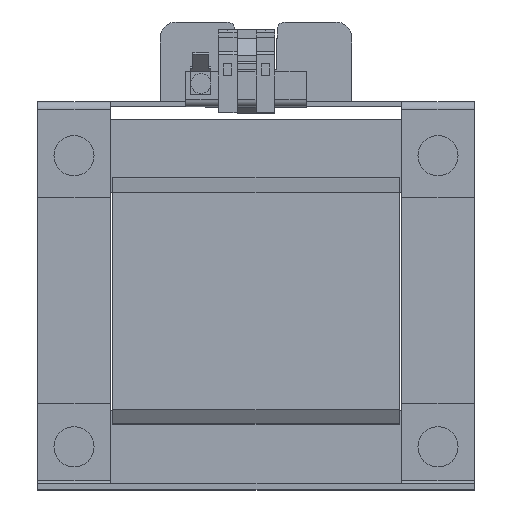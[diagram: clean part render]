
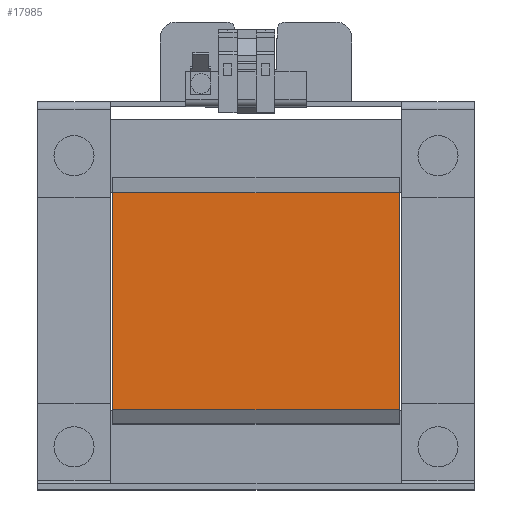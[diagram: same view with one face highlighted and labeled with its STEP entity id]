
A CAD part, top view. The second image highlights one B-rep face of the part: STEP entity #17985.
In plain terms, the highlighted planar face has unit normal (0, 0, 1).
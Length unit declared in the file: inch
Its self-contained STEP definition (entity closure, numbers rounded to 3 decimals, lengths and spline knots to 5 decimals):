
#845 = EDGE_LOOP ( 'NONE', ( #37189, #11698, #41827, #13705 ) ) ;
#4658 = CARTESIAN_POINT ( 'NONE',  ( 2.24409, 1.70079, 2.32283 ) ) ;
#5124 = CARTESIAN_POINT ( 'NONE',  ( -2.24409, 1.70079, 2.32283 ) ) ;
#7084 = CARTESIAN_POINT ( 'NONE',  ( -2.24409, 0., 2.32283 ) ) ;
#11698 = ORIENTED_EDGE ( 'NONE', *, *, #46473, .F. ) ;
#11804 = DIRECTION ( 'NONE',  ( 0., 0., -1. ) ) ;
#11823 = LINE ( 'NONE', #7084, #51864 ) ;
#12498 = DIRECTION ( 'NONE',  ( 1., 0., 0. ) ) ;
#12877 = EDGE_CURVE ( 'NONE', #54088, #43850, #42809, .T. ) ;
#13705 = ORIENTED_EDGE ( 'NONE', *, *, #15742, .T. ) ;
#13710 = AXIS2_PLACEMENT_3D ( 'NONE', #37101, #11804, #24039 ) ;
#14825 = DIRECTION ( 'NONE',  ( 1., 0., 0. ) ) ;
#15742 = EDGE_CURVE ( 'NONE', #49753, #54088, #11823, .T. ) ;
#17985 = ADVANCED_FACE ( 'NONE', ( #42097 ), #33740, .F. ) ;
#18815 = EDGE_CURVE ( 'NONE', #49753, #38265, #28767, .T. ) ;
#20124 = CARTESIAN_POINT ( 'NONE',  ( -2.24409, -1.70079, 2.32283 ) ) ;
#20281 = VECTOR ( 'NONE', #12498, 39.37008 ) ;
#24039 = DIRECTION ( 'NONE',  ( -1., 0., 0. ) ) ;
#28767 = LINE ( 'NONE', #37081, #37160 ) ;
#29478 = CARTESIAN_POINT ( 'NONE',  ( 2.24409, -1.70079, 2.32283 ) ) ;
#33740 = PLANE ( 'NONE',  #13710 ) ;
#37081 = CARTESIAN_POINT ( 'NONE',  ( 2.24409, 1.70079, 2.32283 ) ) ;
#37101 = CARTESIAN_POINT ( 'NONE',  ( 2.24409, -1.66535, 2.32283 ) ) ;
#37160 = VECTOR ( 'NONE', #14825, 39.37008 ) ;
#37189 = ORIENTED_EDGE ( 'NONE', *, *, #12877, .T. ) ;
#38265 = VERTEX_POINT ( 'NONE', #4658 ) ;
#41827 = ORIENTED_EDGE ( 'NONE', *, *, #18815, .F. ) ;
#42054 = VECTOR ( 'NONE', #42616, 39.37008 ) ;
#42097 = FACE_OUTER_BOUND ( 'NONE', #845, .T. ) ;
#42616 = DIRECTION ( 'NONE',  ( 0., -1., 0. ) ) ;
#42809 = LINE ( 'NONE', #29478, #20281 ) ;
#43850 = VERTEX_POINT ( 'NONE', #44261 ) ;
#44261 = CARTESIAN_POINT ( 'NONE',  ( 2.24409, -1.70079, 2.32283 ) ) ;
#46240 = CARTESIAN_POINT ( 'NONE',  ( 2.24409, 0., 2.32283 ) ) ;
#46473 = EDGE_CURVE ( 'NONE', #38265, #43850, #54857, .T. ) ;
#49753 = VERTEX_POINT ( 'NONE', #5124 ) ;
#50182 = DIRECTION ( 'NONE',  ( 0., -1., 0. ) ) ;
#51864 = VECTOR ( 'NONE', #50182, 39.37008 ) ;
#54088 = VERTEX_POINT ( 'NONE', #20124 ) ;
#54857 = LINE ( 'NONE', #46240, #42054 ) ;
